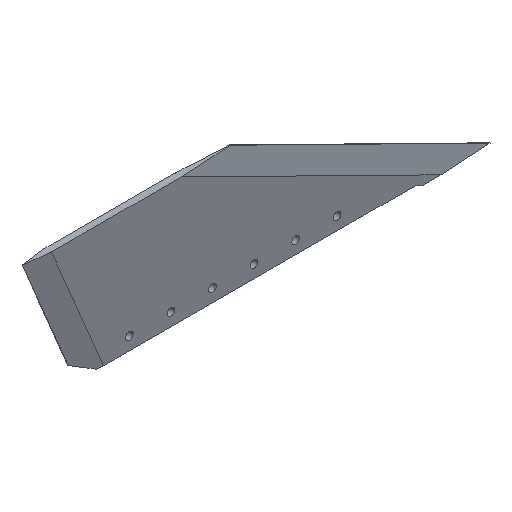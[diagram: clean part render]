
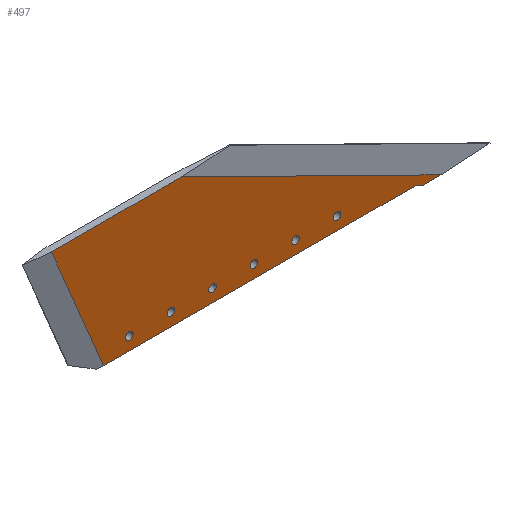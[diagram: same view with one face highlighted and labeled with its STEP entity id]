
A CAD part, isometric view. The second image highlights one B-rep face of the part: STEP entity #497.
In plain terms, the highlighted planar face has unit normal (0, -1, 0).
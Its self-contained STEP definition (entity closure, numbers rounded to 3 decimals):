
#40=CARTESIAN_POINT('Vertex',(3.418,-1.588,26.988)) ;
#45=CARTESIAN_POINT('Line Origine',(1.709,-1.588,27.813)) ;
#49=CARTESIAN_POINT('Vertex',(0.,-1.588,28.639)) ;
#149=CARTESIAN_POINT('Vertex',(12.7,-1.588,26.988)) ;
#152=CARTESIAN_POINT('Line Origine',(8.059,-1.588,26.988)) ;
#179=CARTESIAN_POINT('Vertex',(-114.3,-1.588,89.599)) ;
#182=CARTESIAN_POINT('Line Origine',(-40.583,-1.588,53.256)) ;
#250=CARTESIAN_POINT('Vertex',(-152.4,-1.588,28.639)) ;
#263=CARTESIAN_POINT('Line Origine',(-76.2,-1.588,28.639)) ;
#334=CARTESIAN_POINT('Vertex',(-177.8,-1.588,89.599)) ;
#337=CARTESIAN_POINT('Line Origine',(-146.05,-1.588,89.599)) ;
#363=CARTESIAN_POINT('Line Origine',(-165.325,-1.588,59.658)) ;
#376=CARTESIAN_POINT('Axis2P3D Location',(0.,-1.588,0.)) ;
#389=CARTESIAN_POINT('Axis2P3D Location',(-119.38,-1.588,34.989)) ;
#393=CARTESIAN_POINT('Vertex',(-117.551,-1.588,34.989)) ;
#395=CARTESIAN_POINT('Vertex',(-121.209,-1.588,34.989)) ;
#398=CARTESIAN_POINT('Axis2P3D Location',(-119.38,-1.588,34.989)) ;
#407=CARTESIAN_POINT('Axis2P3D Location',(-78.74,-1.588,34.989)) ;
#411=CARTESIAN_POINT('Vertex',(-76.911,-1.588,34.989)) ;
#413=CARTESIAN_POINT('Vertex',(-80.569,-1.588,34.989)) ;
#416=CARTESIAN_POINT('Axis2P3D Location',(-78.74,-1.588,34.989)) ;
#425=CARTESIAN_POINT('Axis2P3D Location',(-38.1,-1.588,34.989)) ;
#429=CARTESIAN_POINT('Vertex',(-36.271,-1.588,34.989)) ;
#431=CARTESIAN_POINT('Vertex',(-39.929,-1.588,34.989)) ;
#434=CARTESIAN_POINT('Axis2P3D Location',(-38.1,-1.588,34.989)) ;
#443=CARTESIAN_POINT('Axis2P3D Location',(-58.42,-1.588,34.989)) ;
#447=CARTESIAN_POINT('Vertex',(-60.249,-1.588,34.989)) ;
#449=CARTESIAN_POINT('Vertex',(-56.591,-1.588,34.989)) ;
#452=CARTESIAN_POINT('Axis2P3D Location',(-58.42,-1.588,34.989)) ;
#461=CARTESIAN_POINT('Axis2P3D Location',(-99.06,-1.588,34.989)) ;
#465=CARTESIAN_POINT('Vertex',(-100.889,-1.588,34.989)) ;
#467=CARTESIAN_POINT('Vertex',(-97.231,-1.588,34.989)) ;
#470=CARTESIAN_POINT('Axis2P3D Location',(-99.06,-1.588,34.989)) ;
#479=CARTESIAN_POINT('Axis2P3D Location',(-139.7,-1.588,34.989)) ;
#483=CARTESIAN_POINT('Vertex',(-141.529,-1.588,34.989)) ;
#485=CARTESIAN_POINT('Vertex',(-137.871,-1.588,34.989)) ;
#488=CARTESIAN_POINT('Axis2P3D Location',(-139.7,-1.588,34.989)) ;
#47=VECTOR('Line Direction',#46,1.) ;
#154=VECTOR('Line Direction',#153,1.) ;
#184=VECTOR('Line Direction',#183,1.) ;
#265=VECTOR('Line Direction',#264,1.) ;
#339=VECTOR('Line Direction',#338,1.) ;
#365=VECTOR('Line Direction',#364,1.) ;
#46=DIRECTION('Vector Direction',(0.9,0.,-0.435)) ;
#153=DIRECTION('Vector Direction',(1.,0.,0.)) ;
#183=DIRECTION('Vector Direction',(0.897,0.,-0.442)) ;
#264=DIRECTION('Vector Direction',(1.,0.,0.)) ;
#338=DIRECTION('Vector Direction',(-1.,0.,0.)) ;
#364=DIRECTION('Vector Direction',(-0.385,0.,0.923)) ;
#377=DIRECTION('Axis2P3D Direction',(0.,1.,-0.)) ;
#378=DIRECTION('Axis2P3D XDirection',(-1.,0.,0.)) ;
#390=DIRECTION('Axis2P3D Direction',(0.,1.,-0.)) ;
#399=DIRECTION('Axis2P3D Direction',(0.,1.,-0.)) ;
#408=DIRECTION('Axis2P3D Direction',(0.,1.,-0.)) ;
#417=DIRECTION('Axis2P3D Direction',(0.,1.,-0.)) ;
#426=DIRECTION('Axis2P3D Direction',(0.,1.,-0.)) ;
#435=DIRECTION('Axis2P3D Direction',(0.,1.,-0.)) ;
#444=DIRECTION('Axis2P3D Direction',(0.,1.,-0.)) ;
#453=DIRECTION('Axis2P3D Direction',(0.,1.,-0.)) ;
#462=DIRECTION('Axis2P3D Direction',(0.,1.,-0.)) ;
#471=DIRECTION('Axis2P3D Direction',(0.,1.,-0.)) ;
#480=DIRECTION('Axis2P3D Direction',(0.,1.,-0.)) ;
#489=DIRECTION('Axis2P3D Direction',(0.,1.,-0.)) ;
#379=AXIS2_PLACEMENT_3D('Plane Axis2P3D',#376,#377,#378) ;
#391=AXIS2_PLACEMENT_3D('Circle Axis2P3D',#389,#390,$) ;
#400=AXIS2_PLACEMENT_3D('Circle Axis2P3D',#398,#399,$) ;
#409=AXIS2_PLACEMENT_3D('Circle Axis2P3D',#407,#408,$) ;
#418=AXIS2_PLACEMENT_3D('Circle Axis2P3D',#416,#417,$) ;
#427=AXIS2_PLACEMENT_3D('Circle Axis2P3D',#425,#426,$) ;
#436=AXIS2_PLACEMENT_3D('Circle Axis2P3D',#434,#435,$) ;
#445=AXIS2_PLACEMENT_3D('Circle Axis2P3D',#443,#444,$) ;
#454=AXIS2_PLACEMENT_3D('Circle Axis2P3D',#452,#453,$) ;
#463=AXIS2_PLACEMENT_3D('Circle Axis2P3D',#461,#462,$) ;
#472=AXIS2_PLACEMENT_3D('Circle Axis2P3D',#470,#471,$) ;
#481=AXIS2_PLACEMENT_3D('Circle Axis2P3D',#479,#480,$) ;
#490=AXIS2_PLACEMENT_3D('Circle Axis2P3D',#488,#489,$) ;
#48=LINE('Line',#45,#47) ;
#155=LINE('Line',#152,#154) ;
#185=LINE('Line',#182,#184) ;
#266=LINE('Line',#263,#265) ;
#340=LINE('Line',#337,#339) ;
#366=LINE('Line',#363,#365) ;
#392=CIRCLE('generated circle',#391,1.829) ;
#401=CIRCLE('generated circle',#400,1.829) ;
#410=CIRCLE('generated circle',#409,1.829) ;
#419=CIRCLE('generated circle',#418,1.829) ;
#428=CIRCLE('generated circle',#427,1.829) ;
#437=CIRCLE('generated circle',#436,1.829) ;
#446=CIRCLE('generated circle',#445,1.829) ;
#455=CIRCLE('generated circle',#454,1.829) ;
#464=CIRCLE('generated circle',#463,1.829) ;
#473=CIRCLE('generated circle',#472,1.829) ;
#482=CIRCLE('generated circle',#481,1.829) ;
#491=CIRCLE('generated circle',#490,1.829) ;
#380=PLANE('',#379) ;
#406=FACE_BOUND('',#403,.T.) ;
#424=FACE_BOUND('',#421,.T.) ;
#442=FACE_BOUND('',#439,.T.) ;
#460=FACE_BOUND('',#457,.T.) ;
#478=FACE_BOUND('',#475,.T.) ;
#496=FACE_BOUND('',#493,.T.) ;
#51=EDGE_CURVE('',#41,#50,#48,.F.) ;
#156=EDGE_CURVE('',#150,#41,#155,.F.) ;
#186=EDGE_CURVE('',#180,#150,#185,.T.) ;
#267=EDGE_CURVE('',#50,#251,#266,.F.) ;
#341=EDGE_CURVE('',#335,#180,#340,.F.) ;
#367=EDGE_CURVE('',#251,#335,#366,.T.) ;
#397=EDGE_CURVE('',#394,#396,#392,.T.) ;
#402=EDGE_CURVE('',#396,#394,#401,.T.) ;
#415=EDGE_CURVE('',#412,#414,#410,.T.) ;
#420=EDGE_CURVE('',#414,#412,#419,.T.) ;
#433=EDGE_CURVE('',#430,#432,#428,.T.) ;
#438=EDGE_CURVE('',#432,#430,#437,.T.) ;
#451=EDGE_CURVE('',#448,#450,#446,.T.) ;
#456=EDGE_CURVE('',#450,#448,#455,.T.) ;
#469=EDGE_CURVE('',#466,#468,#464,.T.) ;
#474=EDGE_CURVE('',#468,#466,#473,.T.) ;
#487=EDGE_CURVE('',#484,#486,#482,.T.) ;
#492=EDGE_CURVE('',#486,#484,#491,.T.) ;
#382=ORIENTED_EDGE('',*,*,#367,.F.) ;
#383=ORIENTED_EDGE('',*,*,#267,.F.) ;
#384=ORIENTED_EDGE('',*,*,#51,.F.) ;
#385=ORIENTED_EDGE('',*,*,#156,.F.) ;
#386=ORIENTED_EDGE('',*,*,#186,.F.) ;
#387=ORIENTED_EDGE('',*,*,#341,.F.) ;
#404=ORIENTED_EDGE('',*,*,#397,.T.) ;
#405=ORIENTED_EDGE('',*,*,#402,.T.) ;
#422=ORIENTED_EDGE('',*,*,#415,.T.) ;
#423=ORIENTED_EDGE('',*,*,#420,.T.) ;
#440=ORIENTED_EDGE('',*,*,#433,.T.) ;
#441=ORIENTED_EDGE('',*,*,#438,.T.) ;
#458=ORIENTED_EDGE('',*,*,#451,.T.) ;
#459=ORIENTED_EDGE('',*,*,#456,.T.) ;
#476=ORIENTED_EDGE('',*,*,#469,.T.) ;
#477=ORIENTED_EDGE('',*,*,#474,.T.) ;
#494=ORIENTED_EDGE('',*,*,#487,.T.) ;
#495=ORIENTED_EDGE('',*,*,#492,.T.) ;
#381=EDGE_LOOP('',(#382,#383,#384,#385,#386,#387)) ;
#403=EDGE_LOOP('',(#404,#405)) ;
#421=EDGE_LOOP('',(#422,#423)) ;
#439=EDGE_LOOP('',(#440,#441)) ;
#457=EDGE_LOOP('',(#458,#459)) ;
#475=EDGE_LOOP('',(#476,#477)) ;
#493=EDGE_LOOP('',(#494,#495)) ;
#41=VERTEX_POINT('',#40) ;
#50=VERTEX_POINT('',#49) ;
#150=VERTEX_POINT('',#149) ;
#180=VERTEX_POINT('',#179) ;
#251=VERTEX_POINT('',#250) ;
#335=VERTEX_POINT('',#334) ;
#394=VERTEX_POINT('',#393) ;
#396=VERTEX_POINT('',#395) ;
#412=VERTEX_POINT('',#411) ;
#414=VERTEX_POINT('',#413) ;
#430=VERTEX_POINT('',#429) ;
#432=VERTEX_POINT('',#431) ;
#448=VERTEX_POINT('',#447) ;
#450=VERTEX_POINT('',#449) ;
#466=VERTEX_POINT('',#465) ;
#468=VERTEX_POINT('',#467) ;
#484=VERTEX_POINT('',#483) ;
#486=VERTEX_POINT('',#485) ;
#497=ADVANCED_FACE('Body.2',(#388,#406,#424,#442,#460,#478,#496),#380,.F.) ;
#388=FACE_OUTER_BOUND('',#381,.T.) ;
